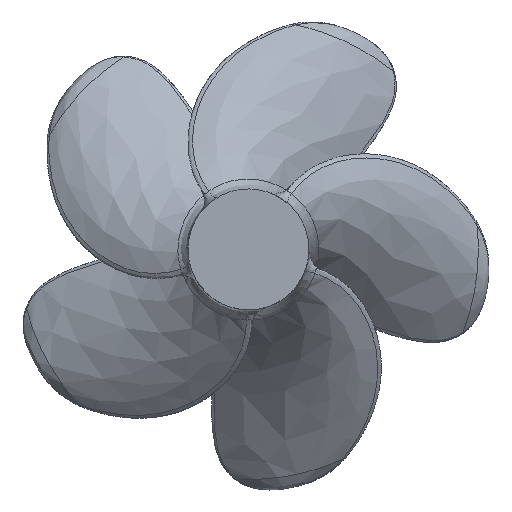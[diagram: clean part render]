
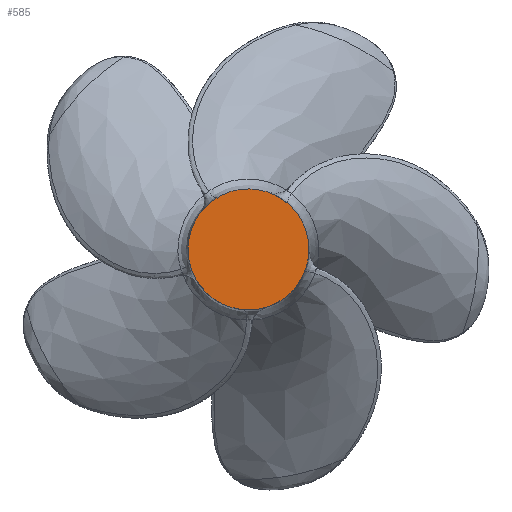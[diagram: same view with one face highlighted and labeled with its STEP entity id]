
A CAD part, top view. The second image highlights one B-rep face of the part: STEP entity #585.
In plain terms, the highlighted free-form (B-spline) face has degree [1, 1] with [2, 2] control points.
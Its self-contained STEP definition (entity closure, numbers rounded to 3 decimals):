
#334 = VERTEX_POINT('',#335);
#335 = CARTESIAN_POINT('',(-28.365,-87.298,
    183.581));
#342 = EDGE_CURVE('',#343,#334,#345,.T.);
#343 = VERTEX_POINT('',#344);
#344 = CARTESIAN_POINT('',(-91.791,0.,183.581));
#345 = ( BOUNDED_CURVE() B_SPLINE_CURVE(2,(#346,#347,#348),
.UNSPECIFIED.,.F.,.F.) B_SPLINE_CURVE_WITH_KNOTS((3,3),(0.,
0.197),.PIECEWISE_BEZIER_KNOTS.) CURVE() 
GEOMETRIC_REPRESENTATION_ITEM() RATIONAL_B_SPLINE_CURVE((1.,
0.769,0.903)) REPRESENTATION_ITEM('') );
#346 = CARTESIAN_POINT('',(-91.791,0.,183.581));
#347 = CARTESIAN_POINT('',(-91.791,-66.69,
    183.581));
#348 = CARTESIAN_POINT('',(-28.365,-87.298,
    183.581));
#585 = ADVANCED_FACE('',(#586),#625,.F.);
#586 = FACE_BOUND('',#587,.F.);
#587 = EDGE_LOOP('',(#588,#589,#597,#607,#617));
#588 = ORIENTED_EDGE('',*,*,#342,.F.);
#589 = ORIENTED_EDGE('',*,*,#590,.F.);
#590 = EDGE_CURVE('',#591,#343,#593,.T.);
#591 = VERTEX_POINT('',#592);
#592 = CARTESIAN_POINT('',(-28.365,87.298,
    183.581));
#593 = ( BOUNDED_CURVE() B_SPLINE_CURVE(2,(#594,#595,#596),
.UNSPECIFIED.,.F.,.F.) B_SPLINE_CURVE_WITH_KNOTS((3,3),(0.803,
1.),.PIECEWISE_BEZIER_KNOTS.) CURVE() GEOMETRIC_REPRESENTATION_ITEM() 
RATIONAL_B_SPLINE_CURVE((0.903,0.769,1.)) 
REPRESENTATION_ITEM('') );
#594 = CARTESIAN_POINT('',(-28.365,87.298,
    183.581));
#595 = CARTESIAN_POINT('',(-91.791,66.69,
    183.581));
#596 = CARTESIAN_POINT('',(-91.791,0.,183.581));
#597 = ORIENTED_EDGE('',*,*,#598,.F.);
#598 = EDGE_CURVE('',#599,#591,#601,.T.);
#599 = VERTEX_POINT('',#600);
#600 = CARTESIAN_POINT('',(74.26,53.953,
    183.581));
#601 = ( BOUNDED_CURVE() B_SPLINE_CURVE(2,(#602,#603,#604,#605,#606),
.UNSPECIFIED.,.F.,.F.) B_SPLINE_CURVE_WITH_KNOTS((3,2,3),(0.601,
0.75,0.803),.UNSPECIFIED.) CURVE() 
GEOMETRIC_REPRESENTATION_ITEM() RATIONAL_B_SPLINE_CURVE((0.859,
0.826,1.,0.938,0.903)) REPRESENTATION_ITEM('') 
  );
#602 = CARTESIAN_POINT('',(74.26,53.953,
    183.581));
#603 = CARTESIAN_POINT('',(46.77,91.791,
    183.581));
#604 = CARTESIAN_POINT('',(0.,91.791,183.581));
#605 = CARTESIAN_POINT('',(-14.538,91.791,
    183.581));
#606 = CARTESIAN_POINT('',(-28.365,87.298,
    183.581));
#607 = ORIENTED_EDGE('',*,*,#608,.F.);
#608 = EDGE_CURVE('',#609,#599,#611,.T.);
#609 = VERTEX_POINT('',#610);
#610 = CARTESIAN_POINT('',(74.26,-53.953,
    183.581));
#611 = ( BOUNDED_CURVE() B_SPLINE_CURVE(2,(#612,#613,#614,#615,#616),
.UNSPECIFIED.,.F.,.F.) B_SPLINE_CURVE_WITH_KNOTS((3,2,3),(0.399,
0.5,0.601),.PIECEWISE_BEZIER_KNOTS.) CURVE() 
GEOMETRIC_REPRESENTATION_ITEM() RATIONAL_B_SPLINE_CURVE((0.859,
    0.881,1.,0.881,0.859)) 
REPRESENTATION_ITEM('') );
#612 = CARTESIAN_POINT('',(74.26,-53.953,
    183.581));
#613 = CARTESIAN_POINT('',(91.791,-29.825,
    183.581));
#614 = CARTESIAN_POINT('',(91.791,0.,183.581));
#615 = CARTESIAN_POINT('',(91.791,29.825,
    183.581));
#616 = CARTESIAN_POINT('',(74.26,53.953,
    183.581));
#617 = ORIENTED_EDGE('',*,*,#618,.F.);
#618 = EDGE_CURVE('',#334,#609,#619,.T.);
#619 = ( BOUNDED_CURVE() B_SPLINE_CURVE(2,(#620,#621,#622,#623,#624),
.UNSPECIFIED.,.F.,.F.) B_SPLINE_CURVE_WITH_KNOTS((3,2,3),(0.197
,0.25,0.399),.UNSPECIFIED.) CURVE() GEOMETRIC_REPRESENTATION_ITEM(
) RATIONAL_B_SPLINE_CURVE((0.903,0.938,1.,0.826
,0.859)) REPRESENTATION_ITEM('') );
#620 = CARTESIAN_POINT('',(-28.365,-87.298,
    183.581));
#621 = CARTESIAN_POINT('',(-14.538,-91.791,
    183.581));
#622 = CARTESIAN_POINT('',(0.,-91.791,183.581));
#623 = CARTESIAN_POINT('',(46.77,-91.791,
    183.581));
#624 = CARTESIAN_POINT('',(74.26,-53.953,
    183.581));
#625 = B_SPLINE_SURFACE_WITH_KNOTS('',1,1,(
    (#626,#627)
    ,(#628,#629
    )),.UNSPECIFIED.,.F.,.F.,.F.,(2,2),(2,2),(41.673,
    191.673),(41.673,191.673),
  .PIECEWISE_BEZIER_KNOTS.);
#626 = CARTESIAN_POINT('',(91.791,-91.791,
    183.581));
#627 = CARTESIAN_POINT('',(91.791,91.791,183.581
    ));
#628 = CARTESIAN_POINT('',(-91.791,-91.791,
    183.581));
#629 = CARTESIAN_POINT('',(-91.791,91.791,
    183.581));
